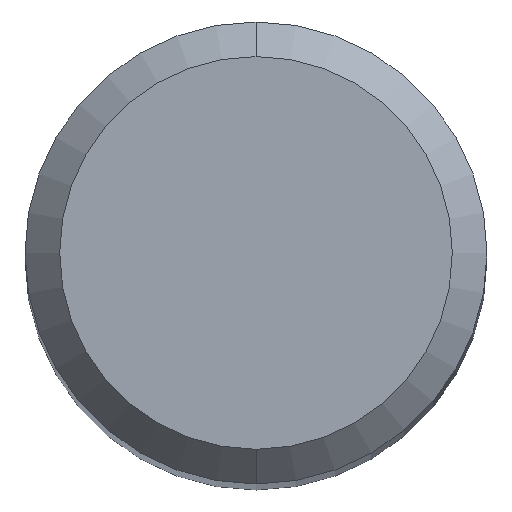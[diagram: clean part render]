
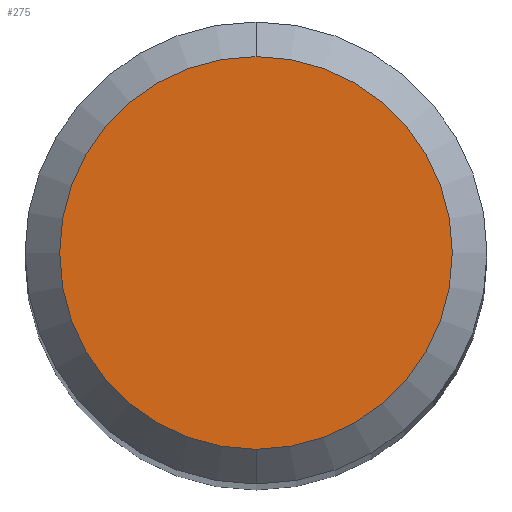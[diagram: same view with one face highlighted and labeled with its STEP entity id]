
A CAD part, top view. The second image highlights one B-rep face of the part: STEP entity #275.
In plain terms, the highlighted planar face has unit normal (0, 0, 1).
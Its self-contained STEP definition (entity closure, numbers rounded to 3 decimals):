
#265=VERTEX_POINT('',#582);
#271=EDGE_CURVE('',#265,#459,#588,.T.);
#275=ADVANCED_FACE('',(#592),#593,.T.);
#313=EDGE_CURVE('',#459,#265,#635,.T.);
#459=VERTEX_POINT('',#796);
#582=CARTESIAN_POINT('',(0.,-1.7,0.0));
#588=CIRCLE('',#1014,1.7);
#592=FACE_OUTER_BOUND('',#1019,.T.);
#593=PLANE('',#1020);
#635=CIRCLE('',#1082,1.7);
#796=CARTESIAN_POINT('',(0.0,1.7,0.0));
#1014=AXIS2_PLACEMENT_3D('',#1557,#1558,#1559);
#1019=EDGE_LOOP('',(#1564,#1565));
#1020=AXIS2_PLACEMENT_3D('',#1566,#1567,#1568);
#1082=AXIS2_PLACEMENT_3D('',#1611,#1612,#1613);
#1557=CARTESIAN_POINT('',(0.0,0.0,0.0));
#1558=DIRECTION('',(0.0,0.0,-1.0));
#1559=DIRECTION('',(0.0,1.0,0.0));
#1564=ORIENTED_EDGE('',*,*,#313,.F.);
#1565=ORIENTED_EDGE('',*,*,#271,.F.);
#1566=CARTESIAN_POINT('',(0.0,0.85,0.0));
#1567=DIRECTION('',(-0.0,0.0,1.0));
#1568=DIRECTION('',(0.0,-1.0,0.0));
#1611=CARTESIAN_POINT('',(0.0,0.0,0.0));
#1612=DIRECTION('',(0.0,0.0,-1.0));
#1613=DIRECTION('',(0.0,1.0,0.0));
